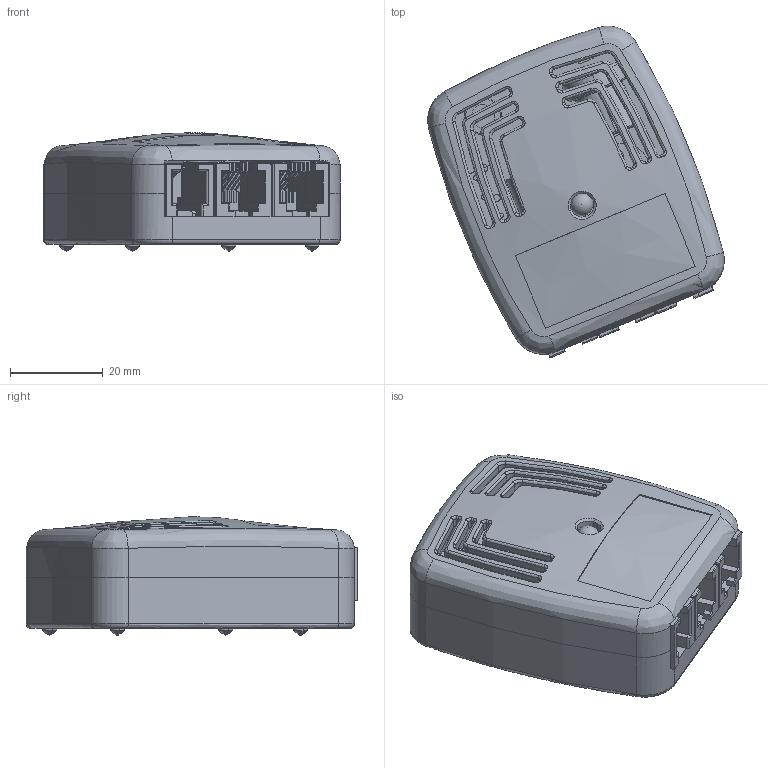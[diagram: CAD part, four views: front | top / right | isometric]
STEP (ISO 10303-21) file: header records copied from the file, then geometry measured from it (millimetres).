
FILE_DESCRIPTION (( 'STEP AP203' ), '1' );
FILE_NAME ('ﾑﾃﾕ-ﾌ.STEP', '2025-07-18T13:30:05', ( 'karma' ), ( '' ), 'SwSTEP 2.0', 'SolidWorks 2024', '' );
FILE_SCHEMA (( 'CONFIG_CONTROL_DESIGN' ));
Length unit declared in the file: millimetre
Products named in the file (1): СГХ-М
Bounding box: 64.04 x 71.59 x 25.59 mm (x, y, z)
Surface area: 27731.4 mm2 (no closed solid volume)
Topology: 0 solids, 46 shells, 592 faces, 2481 edges, 1912 vertices
Faces by surface type: plane 236, cylinder 165, bspline 163, torus 25, cone 2, sphere 1
Entity records: 33654 total; most frequent: CARTESIAN_POINT 15073, ORIENTED_EDGE 3634, DIRECTION 3274, EDGE_CURVE 2472, VERTEX_POINT 1910, LINE 1276, VECTOR 1276, AXIS2_PLACEMENT_3D 999
